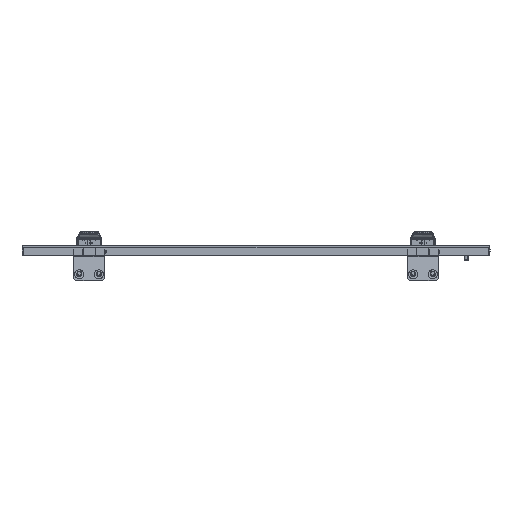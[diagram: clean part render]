
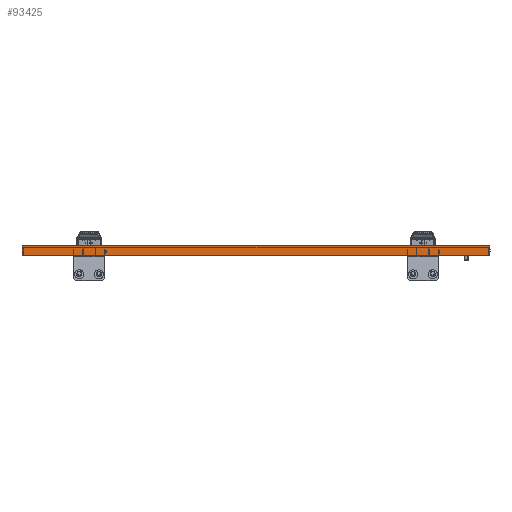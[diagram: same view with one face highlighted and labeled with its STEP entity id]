
A CAD part, left-side view. The second image highlights one B-rep face of the part: STEP entity #93425.
In plain terms, the highlighted planar face has unit normal (-1, 0, 0).
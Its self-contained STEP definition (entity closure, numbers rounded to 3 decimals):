
#669 = ORIENTED_EDGE ( 'NONE', *, *, #100047, .F. ) ;
#3619 = VERTEX_POINT ( 'NONE', #7006 ) ;
#4007 = ORIENTED_EDGE ( 'NONE', *, *, #58934, .T. ) ;
#4575 = DIRECTION ( 'NONE',  ( 1., 0., 0. ) ) ;
#7006 = CARTESIAN_POINT ( 'NONE',  ( -895., -596., 0. ) ) ;
#7592 = CARTESIAN_POINT ( 'NONE',  ( -895., -298., 0. ) ) ;
#12915 = DIRECTION ( 'NONE',  ( 0., 0., 1. ) ) ;
#13057 = ORIENTED_EDGE ( 'NONE', *, *, #88575, .T. ) ;
#15489 = ORIENTED_EDGE ( 'NONE', *, *, #75897, .T. ) ;
#21983 = CARTESIAN_POINT ( 'NONE',  ( -895., 0., 0. ) ) ;
#24831 = LINE ( 'NONE', #7592, #28670 ) ;
#28244 = CARTESIAN_POINT ( 'NONE',  ( -895., -298., -12.5 ) ) ;
#28670 = VECTOR ( 'NONE', #59934, 1000. ) ;
#29360 = LINE ( 'NONE', #28244, #107692 ) ;
#30272 = CARTESIAN_POINT ( 'NONE',  ( -895., 0., -12.5 ) ) ;
#30898 = LINE ( 'NONE', #101052, #108183 ) ;
#52214 = CARTESIAN_POINT ( 'NONE',  ( -895., -596., -12.5 ) ) ;
#55215 = CARTESIAN_POINT ( 'NONE',  ( -895., -298., -2. ) ) ;
#58934 = EDGE_CURVE ( 'NONE', #3619, #107962, #24831, .T. ) ;
#59934 = DIRECTION ( 'NONE',  ( 0., 1., 0. ) ) ;
#65979 = LINE ( 'NONE', #98850, #76373 ) ;
#72685 = EDGE_LOOP ( 'NONE', ( #15489, #13057, #669, #4007 ) ) ;
#75897 = EDGE_CURVE ( 'NONE', #107962, #92134, #30898, .T. ) ;
#76373 = VECTOR ( 'NONE', #99929, 1000. ) ;
#79520 = DIRECTION ( 'NONE',  ( 0., -1., 0. ) ) ;
#80863 = PLANE ( 'NONE',  #108085 ) ;
#88575 = EDGE_CURVE ( 'NONE', #92134, #101637, #29360, .T. ) ;
#91611 = DIRECTION ( 'NONE',  ( 0., 0., -1. ) ) ;
#92134 = VERTEX_POINT ( 'NONE', #30272 ) ;
#93425 = ADVANCED_FACE ( 'NONE', ( #107552 ), #80863, .F. ) ;
#98850 = CARTESIAN_POINT ( 'NONE',  ( -895., -596., 2.838 ) ) ;
#99929 = DIRECTION ( 'NONE',  ( 0., 0., -1. ) ) ;
#100047 = EDGE_CURVE ( 'NONE', #3619, #101637, #65979, .T. ) ;
#101052 = CARTESIAN_POINT ( 'NONE',  ( -895., 0., 2.838 ) ) ;
#101637 = VERTEX_POINT ( 'NONE', #52214 ) ;
#107552 = FACE_OUTER_BOUND ( 'NONE', #72685, .T. ) ;
#107692 = VECTOR ( 'NONE', #79520, 1000. ) ;
#107962 = VERTEX_POINT ( 'NONE', #21983 ) ;
#108085 = AXIS2_PLACEMENT_3D ( 'NONE', #55215, #4575, #12915 ) ;
#108183 = VECTOR ( 'NONE', #91611, 1000. ) ;
